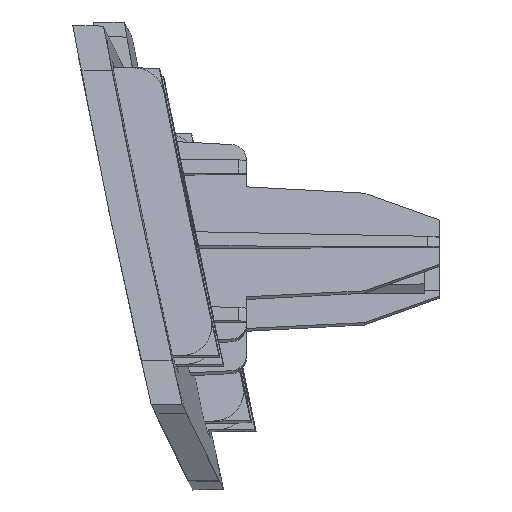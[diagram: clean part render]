
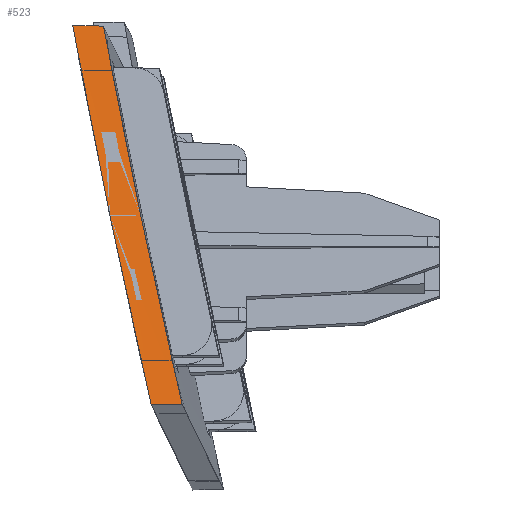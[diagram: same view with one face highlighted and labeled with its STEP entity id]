
A CAD part, top view. The second image highlights one B-rep face of the part: STEP entity #523.
In plain terms, the highlighted free-form (B-spline) face has degree [3, 3] with [4, 4] control points.
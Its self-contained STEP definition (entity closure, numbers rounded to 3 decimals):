
#283=FACE_OUTER_BOUND('',#913,.T.);
#523=ADVANCED_FACE('',(#283),#699,.T.);
#699=B_SPLINE_SURFACE_WITH_KNOTS('',3,3,((#10482,#10483,#10484,#10485),
(#10486,#10487,#10488,#10489),(#10490,#10491,#10492,#10493),(#10494,#10495,
#10496,#10497)),.UNSPECIFIED.,.F.,.F.,.F.,(4,4),(4,4),(0.,1.),(0.,1.),
 .UNSPECIFIED.);
#913=EDGE_LOOP('',(#1890,#1891,#1892,#1893));
#1890=ORIENTED_EDGE('',*,*,#3413,.T.);
#1891=ORIENTED_EDGE('',*,*,#3433,.T.);
#1892=ORIENTED_EDGE('',*,*,#3366,.T.);
#1893=ORIENTED_EDGE('',*,*,#3434,.F.);
#2750=VERTEX_POINT('',#9818);
#2754=VERTEX_POINT('',#9859);
#2801=VERTEX_POINT('',#10221);
#2802=VERTEX_POINT('',#10226);
#3366=EDGE_CURVE('',#2750,#2754,#4041,.T.);
#3413=EDGE_CURVE('',#2802,#2801,#4088,.T.);
#3433=EDGE_CURVE('',#2801,#2750,#4108,.T.);
#3434=EDGE_CURVE('',#2802,#2754,#4109,.T.);
#4041=B_SPLINE_CURVE_WITH_KNOTS('',3,(#9860,#9861,#9862,#9863),
 .UNSPECIFIED.,.F.,.F.,(4,4),(0.,1.),.UNSPECIFIED.);
#4088=B_SPLINE_CURVE_WITH_KNOTS('',3,(#10222,#10223,#10224,#10225),
 .UNSPECIFIED.,.F.,.F.,(4,4),(0.,1.),.UNSPECIFIED.);
#4108=B_SPLINE_CURVE_WITH_KNOTS('',3,(#10474,#10475,#10476,#10477),
 .UNSPECIFIED.,.F.,.F.,(4,4),(0.,1.),.UNSPECIFIED.);
#4109=B_SPLINE_CURVE_WITH_KNOTS('',3,(#10478,#10479,#10480,#10481),
 .UNSPECIFIED.,.F.,.F.,(4,4),(0.,1.),.UNSPECIFIED.);
#9818=CARTESIAN_POINT('',(-855.937,83.549,211.739));
#9859=CARTESIAN_POINT('',(-861.151,108.629,206.419));
#9860=CARTESIAN_POINT('',(-855.937,83.549,211.739));
#9861=CARTESIAN_POINT('',(-857.857,91.87,209.964));
#9862=CARTESIAN_POINT('',(-859.597,100.231,208.189));
#9863=CARTESIAN_POINT('',(-861.151,108.629,206.419));
#10221=CARTESIAN_POINT('',(-857.994,83.535,211.761));
#10222=CARTESIAN_POINT('',(-863.197,108.65,206.433));
#10223=CARTESIAN_POINT('',(-861.647,100.241,208.205));
#10224=CARTESIAN_POINT('',(-859.91,91.868,209.983));
#10225=CARTESIAN_POINT('',(-857.994,83.535,211.761));
#10226=CARTESIAN_POINT('',(-863.197,108.65,206.433));
#10474=CARTESIAN_POINT('',(-857.994,83.535,211.761));
#10475=CARTESIAN_POINT('',(-857.308,83.54,211.754));
#10476=CARTESIAN_POINT('',(-856.623,83.544,211.747));
#10477=CARTESIAN_POINT('',(-855.937,83.549,211.739));
#10478=CARTESIAN_POINT('',(-863.197,108.65,206.433));
#10479=CARTESIAN_POINT('',(-862.515,108.643,206.428));
#10480=CARTESIAN_POINT('',(-861.833,108.636,206.424));
#10481=CARTESIAN_POINT('',(-861.151,108.629,206.419));
#10482=CARTESIAN_POINT('',(-857.972,83.385,211.793));
#10483=CARTESIAN_POINT('',(-859.938,91.818,209.994));
#10484=CARTESIAN_POINT('',(-861.721,100.293,208.195));
#10485=CARTESIAN_POINT('',(-863.329,108.802,206.402));
#10486=CARTESIAN_POINT('',(-857.252,83.384,211.787));
#10487=CARTESIAN_POINT('',(-859.219,91.816,209.988));
#10488=CARTESIAN_POINT('',(-861.002,100.291,208.189));
#10489=CARTESIAN_POINT('',(-862.61,108.801,206.396));
#10490=CARTESIAN_POINT('',(-856.532,83.382,211.781));
#10491=CARTESIAN_POINT('',(-858.499,91.815,209.981));
#10492=CARTESIAN_POINT('',(-860.282,100.29,208.183));
#10493=CARTESIAN_POINT('',(-861.89,108.799,206.39));
#10494=CARTESIAN_POINT('',(-855.812,83.381,211.774));
#10495=CARTESIAN_POINT('',(-857.779,91.814,209.975));
#10496=CARTESIAN_POINT('',(-859.562,100.289,208.176));
#10497=CARTESIAN_POINT('',(-861.17,108.798,206.383));
